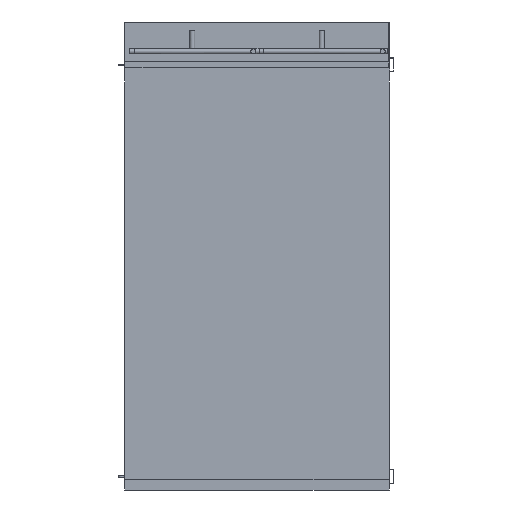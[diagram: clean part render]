
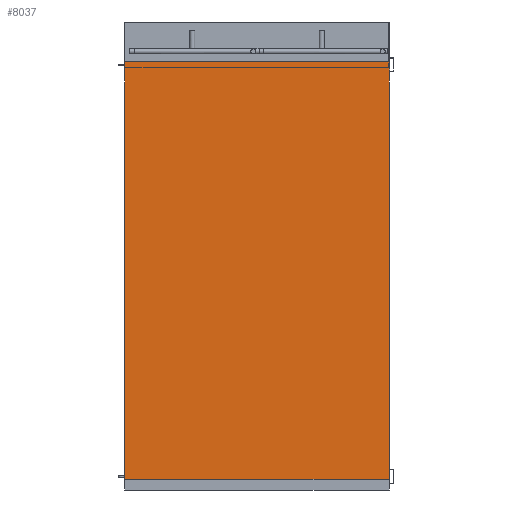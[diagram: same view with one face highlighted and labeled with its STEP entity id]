
A CAD part, front view. The second image highlights one B-rep face of the part: STEP entity #8037.
In plain terms, the highlighted planar face has unit normal (0, -1, 0).
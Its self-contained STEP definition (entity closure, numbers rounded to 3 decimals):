
#571 = CARTESIAN_POINT ( 'NONE',  ( 1125., 0., 0. ) ) ;
#974 = EDGE_CURVE ( 'NONE', #7221, #7820, #6476, .T. ) ;
#1606 = EDGE_CURVE ( 'NONE', #7820, #7364, #3823, .T. ) ;
#2547 = DIRECTION ( 'NONE',  ( 0., 0., -1. ) ) ;
#2568 = DIRECTION ( 'NONE',  ( 0., -1., 0. ) ) ;
#2683 = PLANE ( 'NONE',  #3717 ) ;
#2763 = EDGE_LOOP ( 'NONE', ( #3651, #3547, #3667, #3528 ) ) ;
#2883 = CARTESIAN_POINT ( 'NONE',  ( -1125., 0., -3550. ) ) ;
#3230 = VECTOR ( 'NONE', #5039, 1000. ) ;
#3528 = ORIENTED_EDGE ( 'NONE', *, *, #1606, .T. ) ;
#3547 = ORIENTED_EDGE ( 'NONE', *, *, #6987, .F. ) ;
#3651 = ORIENTED_EDGE ( 'NONE', *, *, #6513, .F. ) ;
#3667 = ORIENTED_EDGE ( 'NONE', *, *, #974, .T. ) ;
#3672 = VECTOR ( 'NONE', #7972, 1000. ) ;
#3717 = AXIS2_PLACEMENT_3D ( 'NONE', #2883, #2568, #2547 ) ;
#3823 = LINE ( 'NONE', #7622, #3672 ) ;
#4235 = VECTOR ( 'NONE', #8099, 1000. ) ;
#4289 = LINE ( 'NONE', #4586, #4235 ) ;
#4586 = CARTESIAN_POINT ( 'NONE',  ( -1125., 0., 0. ) ) ;
#5039 = DIRECTION ( 'NONE',  ( 0., 0., 1. ) ) ;
#5372 = LINE ( 'NONE', #6438, #3230 ) ;
#5968 = FACE_OUTER_BOUND ( 'NONE', #2763, .T. ) ;
#6338 = VECTOR ( 'NONE', #6950, 1000. ) ;
#6438 = CARTESIAN_POINT ( 'NONE',  ( -1125., 0., -3550. ) ) ;
#6476 = LINE ( 'NONE', #6734, #6338 ) ;
#6513 = EDGE_CURVE ( 'NONE', #8301, #7364, #4289, .T. ) ;
#6734 = CARTESIAN_POINT ( 'NONE',  ( -1125., 0., -3550. ) ) ;
#6790 = CARTESIAN_POINT ( 'NONE',  ( -1125., 0., 0. ) ) ;
#6950 = DIRECTION ( 'NONE',  ( 1., 0., 0. ) ) ;
#6987 = EDGE_CURVE ( 'NONE', #7221, #8301, #5372, .T. ) ;
#7221 = VERTEX_POINT ( 'NONE', #8155 ) ;
#7364 = VERTEX_POINT ( 'NONE', #571 ) ;
#7389 = CARTESIAN_POINT ( 'NONE',  ( 1125., 0., -3550. ) ) ;
#7622 = CARTESIAN_POINT ( 'NONE',  ( 1125., 0., -3550. ) ) ;
#7820 = VERTEX_POINT ( 'NONE', #7389 ) ;
#7972 = DIRECTION ( 'NONE',  ( 0., 0., 1. ) ) ;
#8037 = ADVANCED_FACE ( 'NONE', ( #5968 ), #2683, .T. ) ;
#8099 = DIRECTION ( 'NONE',  ( 1., 0., 0. ) ) ;
#8155 = CARTESIAN_POINT ( 'NONE',  ( -1125., 0., -3550. ) ) ;
#8301 = VERTEX_POINT ( 'NONE', #6790 ) ;
